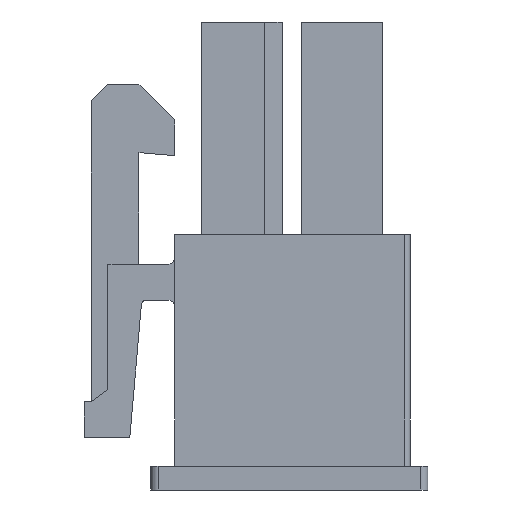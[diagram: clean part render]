
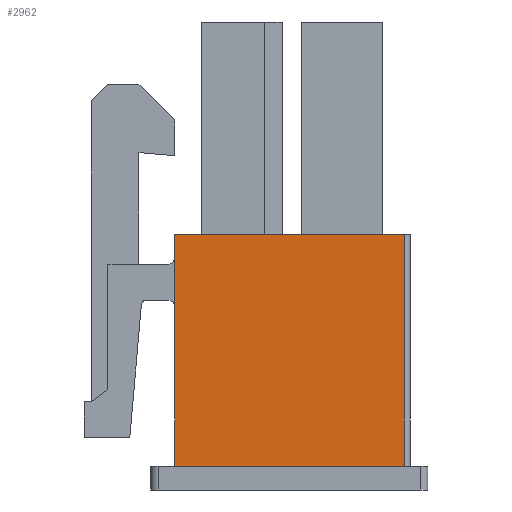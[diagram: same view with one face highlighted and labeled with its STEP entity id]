
A CAD part, left-side view. The second image highlights one B-rep face of the part: STEP entity #2962.
In plain terms, the highlighted planar face has unit normal (-1, 0, 0).
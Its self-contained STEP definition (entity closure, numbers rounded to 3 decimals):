
#1=DIRECTION('',(0.,1.,0.));
#2=VECTOR('',#1,9.6);
#3=CARTESIAN_POINT('',(-4.8,-4.8,-9.7));
#4=LINE('',#3,#2);
#5=DIRECTION('',(0.,0.,1.));
#6=VECTOR('',#5,9.7);
#7=CARTESIAN_POINT('',(-4.8,4.8,-9.7));
#8=LINE('',#7,#6);
#9=DIRECTION('',(0.,-1.,0.));
#10=VECTOR('',#9,9.6);
#11=CARTESIAN_POINT('',(-4.8,4.8,0.));
#12=LINE('',#11,#10);
#13=DIRECTION('',(0.,0.,-1.));
#14=VECTOR('',#13,9.7);
#15=CARTESIAN_POINT('',(-4.8,-4.8,0.));
#16=LINE('',#15,#14);
#2231=CARTESIAN_POINT('',(-4.8,4.8,0.));
#2232=CARTESIAN_POINT('',(-4.8,-4.8,0.));
#2233=VERTEX_POINT('',#2231);
#2234=VERTEX_POINT('',#2232);
#2811=CARTESIAN_POINT('',(-4.8,-4.8,-9.7));
#2812=CARTESIAN_POINT('',(-4.8,4.8,-9.7));
#2813=VERTEX_POINT('',#2811);
#2814=VERTEX_POINT('',#2812);
#2947=CARTESIAN_POINT('',(-4.8,0.,0.));
#2948=DIRECTION('',(1.,0.,0.));
#2949=DIRECTION('',(0.,0.,-1.));
#2950=AXIS2_PLACEMENT_3D('',#2947,#2948,#2949);
#2951=PLANE('',#2950);
#2953=ORIENTED_EDGE('',*,*,#2952,.T.);
#2955=ORIENTED_EDGE('',*,*,#2954,.T.);
#2957=ORIENTED_EDGE('',*,*,#2956,.T.);
#2959=ORIENTED_EDGE('',*,*,#2958,.T.);
#2960=EDGE_LOOP('',(#2953,#2955,#2957,#2959));
#2961=FACE_OUTER_BOUND('',#2960,.F.);
#2962=ADVANCED_FACE('',(#2961),#2951,.F.);
#2952=EDGE_CURVE('',#2813,#2814,#4,.T.);
#2954=EDGE_CURVE('',#2814,#2233,#8,.T.);
#2956=EDGE_CURVE('',#2233,#2234,#12,.T.);
#2958=EDGE_CURVE('',#2234,#2813,#16,.T.);
